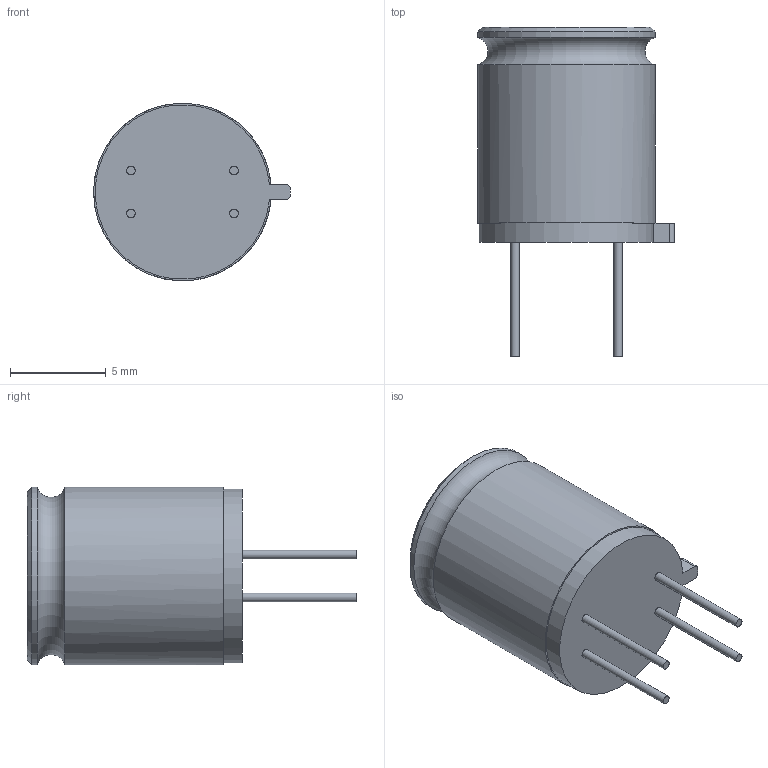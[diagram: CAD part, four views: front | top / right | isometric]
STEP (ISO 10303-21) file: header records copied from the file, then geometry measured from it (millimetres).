
FILE_DESCRIPTION(/* description */ (''),/* implementation_level */ '2;1');
FILE_NAME(/* name */ 'MLX90640.step',/* time_stamp */ '2018-10-09T11:02:26+11:00',/* author */ (''),/* organization */ (''),/* preprocessor_version */ 'ST-DEVELOPER v17.2',/* originating_system */ 'Autodesk Translation Framework v7.6.0.251',/* authorisation */ '');
FILE_SCHEMA (('AUTOMOTIVE_DESIGN { 1 0 10303 214 3 1 1 }'));
Length unit declared in the file: millimetre
Products named in the file (1): MLX90640
Bounding box: 10.3 x 17.25 x 9.3 mm (x, y, z)
Volume: 593.1 mm3; surface area: 624.2 mm2
Topology: 1 solids, 1 shells, 27 faces, 62 edges, 43 vertices
Faces by surface type: cylinder 12, plane 12, cone 2, torus 1
Full cylindrical faces by diameter (mm): 0.45 x4, 3.9 x1, 5 x1, 9.3 x2
Entity records: 877 total; most frequent: DIRECTION 158, CARTESIAN_POINT 133, ORIENTED_EDGE 124, AXIS2_PLACEMENT_3D 68, EDGE_CURVE 62, VERTEX_POINT 43, CIRCLE 40, EDGE_LOOP 33
